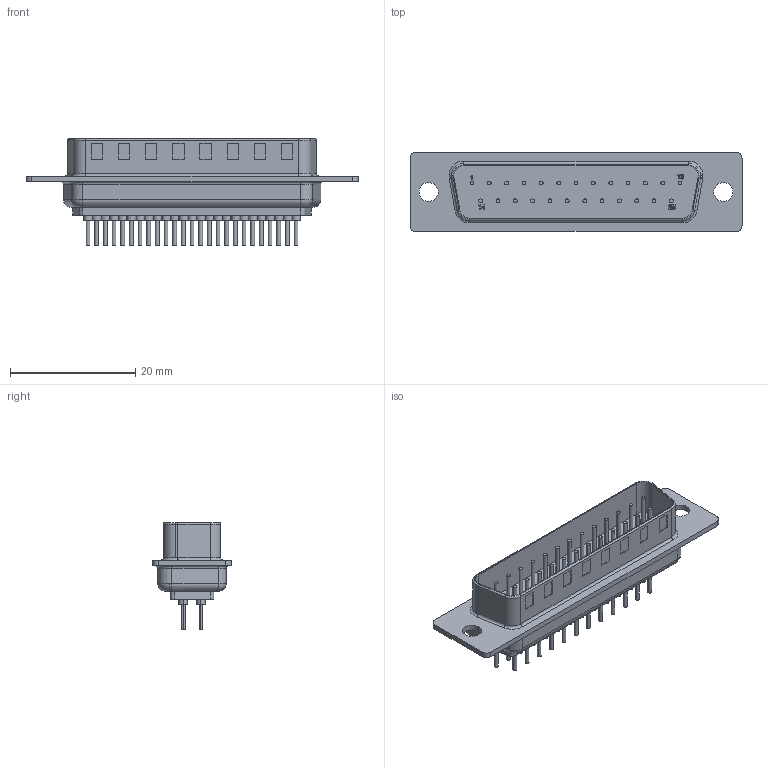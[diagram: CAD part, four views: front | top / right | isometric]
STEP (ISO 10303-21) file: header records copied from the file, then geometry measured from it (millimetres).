
FILE_DESCRIPTION (( 'STEP AP214' ), '1' );
FILE_NAME ('171-025-113.STEP', '2019-07-09T13:48:17', ( '' ), ( '' ), 'SwSTEP 2.0', 'SolidWorks 2017', '' );
FILE_SCHEMA (( 'AUTOMOTIVE_DESIGN' ));
Length unit declared in the file: millimetre
Products named in the file (1): 171-025-113
Bounding box: 53 x 12.6 x 17.07 mm (x, y, z)
Volume: 2953.5 mm3; surface area: 3503.4 mm2
Topology: 1 solids, 1 shells, 477 faces, 1082 edges, 710 vertices
Faces by surface type: plane 238, cylinder 192, bspline 27, torus 20
Entity records: 17572 total; most frequent: CARTESIAN_POINT 3905, DIRECTION 2332, ORIENTED_EDGE 2164, EDGE_CURVE 1082, AXIS2_PLACEMENT_3D 857, VERTEX_POINT 710, VECTOR 618, LINE 618
